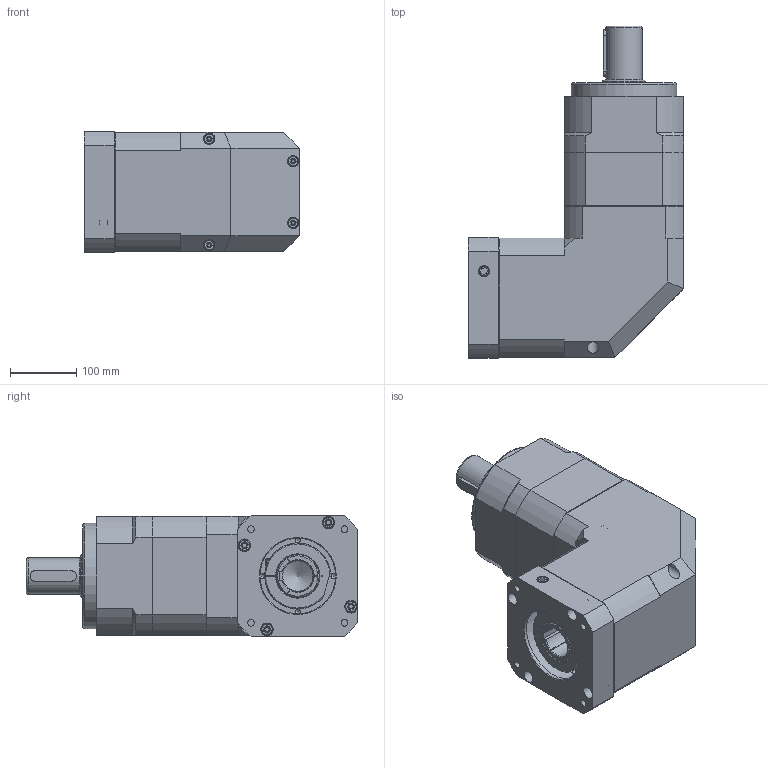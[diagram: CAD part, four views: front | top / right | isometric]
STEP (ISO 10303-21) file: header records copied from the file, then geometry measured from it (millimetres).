
FILE_DESCRIPTION((''),'2;1');
FILE_NAME('KSEL-180A-2.stp','2014-04-15T16:55:26',('young'),(''),'Autodesk Inventor 2012','Autodesk Inventor 2012','');
FILE_SCHEMA(('AUTOMOTIVE_DESIGN { 1 0 10303 214 1 1 1 1 }'));
Length unit declared in the file: millimetre
Products named in the file (3): KSEL-180A-2; 180A-2-Angle; KSE-180-1-Body
Assembly tree (2 placements, depth 2):
  KSEL-180A-2
    180A-2-Angle
    KSE-180-1-Body
Bounding box: 325 x 501.6 x 182 mm (x, y, z)
Volume: 10480672.5 mm3; surface area: 1000472 mm2
Topology: 22 solids, 22 shells, 656 faces, 1566 edges, 1007 vertices
Faces by surface type: plane 363, cylinder 142, cone 118, torus 17, bspline 16
Full cylindrical faces by diameter (mm): 8 x4, 8.5 x5, 10 x5, 10.2 x12, 11 x5, 12 x5, 13 x8, 14 x1, 14.275 x2, 14.5 x2, 16 x5, 17 x4, 18 x4, 19 x4, 38 x1, 40 x2, 46 x1, 55 x1, 58 x1, 64.8 x1, 65 x1, 65.4 x1, 70 x1, 74.7 x1, 75 x1, 81 x1, 87 x1, 90 x5, 110 x1, 114.3 x1
Entity records: 22902 total; most frequent: CARTESIAN_POINT 8361, DIRECTION 2995, ORIENTED_EDGE 2690, EDGE_CURVE 1345, AXIS2_PLACEMENT_3D 1146, VERTEX_POINT 965, EDGE_LOOP 944, VECTOR 703
